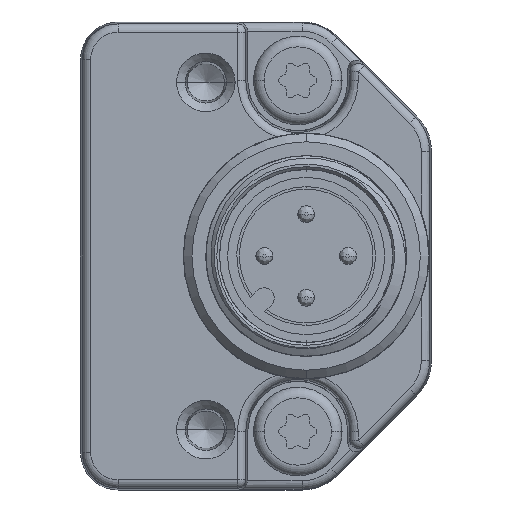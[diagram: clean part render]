
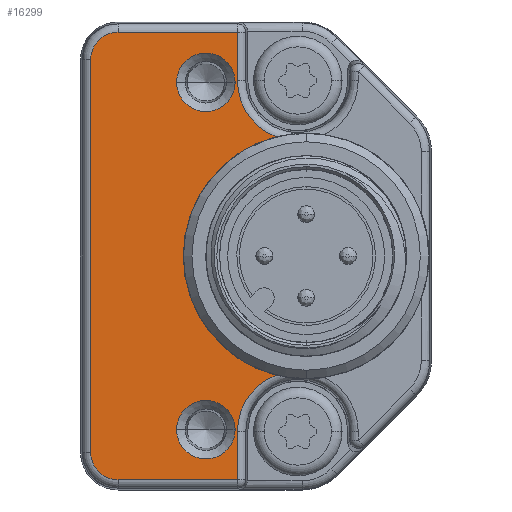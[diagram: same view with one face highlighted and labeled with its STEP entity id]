
A CAD part, left-side view. The second image highlights one B-rep face of the part: STEP entity #16299.
In plain terms, the highlighted planar face has unit normal (-1, 0, 0).
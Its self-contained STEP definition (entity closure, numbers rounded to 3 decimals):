
#491=CARTESIAN_POINT('',(-13.,9.297,-7.127));
#631=CARTESIAN_POINT('',(-13.,9.297,7.127));
#654=CARTESIAN_POINT('',(-13.,8.,-10.5));
#655=DIRECTION('',(1.,0.,0.));
#656=DIRECTION('',(0.,1.,0.));
#657=AXIS2_PLACEMENT_3D('',#654,#655,#656);
#659=DIRECTION('',(0.,0.,1.));
#660=VECTOR('',#659,2.891);
#661=CARTESIAN_POINT('',(-13.,11.614,-13.391));
#662=LINE('',#661,#660);
#663=DIRECTION('',(0.,-1.,0.));
#664=VECTOR('',#663,7.136);
#665=CARTESIAN_POINT('',(-13.,18.75,-13.391));
#666=LINE('',#665,#664);
#667=CARTESIAN_POINT('',(-13.,18.75,-11.75));
#668=DIRECTION('',(-1.,0.,0.));
#669=DIRECTION('',(0.,1.,0.));
#670=AXIS2_PLACEMENT_3D('',#667,#668,#669);
#672=DIRECTION('',(0.,0.,-1.));
#673=VECTOR('',#672,23.5);
#674=CARTESIAN_POINT('',(-13.,20.391,11.75));
#675=LINE('',#674,#673);
#676=CARTESIAN_POINT('',(-13.,18.75,11.75));
#677=DIRECTION('',(-1.,0.,0.));
#678=DIRECTION('',(0.,0.,1.));
#679=AXIS2_PLACEMENT_3D('',#676,#677,#678);
#681=DIRECTION('',(0.,1.,0.));
#682=VECTOR('',#681,7.136);
#683=CARTESIAN_POINT('',(-13.,11.614,13.391));
#684=LINE('',#683,#682);
#685=DIRECTION('',(0.,0.,1.));
#686=VECTOR('',#685,2.891);
#687=CARTESIAN_POINT('',(-13.,11.614,10.5));
#688=LINE('',#687,#686);
#689=CARTESIAN_POINT('',(-13.,8.,10.5));
#690=DIRECTION('',(1.,0.,0.));
#691=DIRECTION('',(0.,0.359,-0.933));
#692=AXIS2_PLACEMENT_3D('',#689,#690,#691);
#694=CARTESIAN_POINT('',(-13.,7.5,0.));
#695=DIRECTION('',(-1.,0.,0.));
#696=DIRECTION('',(0.,0.244,0.97));
#697=AXIS2_PLACEMENT_3D('',#694,#695,#696);
#699=CARTESIAN_POINT('',(-13.,13.5,-10.392));
#700=DIRECTION('',(1.,0.,0.));
#701=DIRECTION('',(0.,1.,0.));
#702=AXIS2_PLACEMENT_3D('',#699,#700,#701);
#704=CARTESIAN_POINT('',(-13.,13.5,-10.392));
#705=DIRECTION('',(1.,0.,0.));
#706=DIRECTION('',(0.,-1.,0.));
#707=AXIS2_PLACEMENT_3D('',#704,#705,#706);
#709=CARTESIAN_POINT('',(-13.,13.5,10.392));
#710=DIRECTION('',(1.,0.,0.));
#711=DIRECTION('',(0.,1.,0.));
#712=AXIS2_PLACEMENT_3D('',#709,#710,#711);
#714=CARTESIAN_POINT('',(-13.,13.5,10.392));
#715=DIRECTION('',(1.,0.,0.));
#716=DIRECTION('',(0.,-1.,0.));
#717=AXIS2_PLACEMENT_3D('',#714,#715,#716);
#14461=VERTEX_POINT('',#491);
#14462=VERTEX_POINT('',#631);
#14495=CARTESIAN_POINT('',(-13.,20.391,-11.75));
#14496=CARTESIAN_POINT('',(-13.,18.75,-13.391));
#14497=VERTEX_POINT('',#14495);
#14498=VERTEX_POINT('',#14496);
#14503=CARTESIAN_POINT('',(-13.,20.391,11.75));
#14504=VERTEX_POINT('',#14503);
#14507=CARTESIAN_POINT('',(-13.,18.75,13.391));
#14508=VERTEX_POINT('',#14507);
#14545=CARTESIAN_POINT('',(-13.,11.614,-10.5));
#14546=VERTEX_POINT('',#14545);
#14547=CARTESIAN_POINT('',(-13.,11.614,-13.391));
#14548=VERTEX_POINT('',#14547);
#14565=CARTESIAN_POINT('',(-13.,11.614,10.5));
#14566=VERTEX_POINT('',#14565);
#14567=CARTESIAN_POINT('',(-13.,11.614,13.391));
#14568=VERTEX_POINT('',#14567);
#14644=CARTESIAN_POINT('',(-13.,15.25,-10.392));
#14645=CARTESIAN_POINT('',(-13.,11.75,-10.392));
#14646=VERTEX_POINT('',#14644);
#14647=VERTEX_POINT('',#14645);
#14648=CARTESIAN_POINT('',(-13.,15.25,10.392));
#14649=CARTESIAN_POINT('',(-13.,11.75,10.392));
#14650=VERTEX_POINT('',#14648);
#14651=VERTEX_POINT('',#14649);
#16264=CARTESIAN_POINT('',(-13.,0.,0.));
#16265=DIRECTION('',(-1.,0.,0.));
#16266=DIRECTION('',(0.,0.,1.));
#16267=AXIS2_PLACEMENT_3D('',#16264,#16265,#16266);
#16268=PLANE('',#16267);
#16269=ORIENTED_EDGE('',*,*,#16112,.F.);
#16271=ORIENTED_EDGE('',*,*,#16270,.F.);
#16273=ORIENTED_EDGE('',*,*,#16272,.F.);
#16275=ORIENTED_EDGE('',*,*,#16274,.F.);
#16277=ORIENTED_EDGE('',*,*,#16276,.F.);
#16279=ORIENTED_EDGE('',*,*,#16278,.F.);
#16281=ORIENTED_EDGE('',*,*,#16280,.F.);
#16282=ORIENTED_EDGE('',*,*,#16255,.F.);
#16283=ORIENTED_EDGE('',*,*,#16213,.F.);
#16284=ORIENTED_EDGE('',*,*,#16127,.T.);
#16285=EDGE_LOOP('',(#16269,#16271,#16273,#16275,#16277,#16279,#16281,#16282,
#16283,#16284));
#16286=FACE_OUTER_BOUND('',#16285,.F.);
#16288=ORIENTED_EDGE('',*,*,#16287,.F.);
#16290=ORIENTED_EDGE('',*,*,#16289,.F.);
#16291=EDGE_LOOP('',(#16288,#16290));
#16292=FACE_BOUND('',#16291,.F.);
#16294=ORIENTED_EDGE('',*,*,#16293,.F.);
#16296=ORIENTED_EDGE('',*,*,#16295,.F.);
#16297=EDGE_LOOP('',(#16294,#16296));
#16298=FACE_BOUND('',#16297,.F.);
#16299=ADVANCED_FACE('',(#16286,#16292,#16298),#16268,.T.);
#658=CIRCLE('',#657,3.614);
#671=CIRCLE('',#670,1.641);
#680=CIRCLE('',#679,1.641);
#693=CIRCLE('',#692,3.614);
#698=CIRCLE('',#697,7.35);
#703=CIRCLE('',#702,1.75);
#708=CIRCLE('',#707,1.75);
#713=CIRCLE('',#712,1.75);
#718=CIRCLE('',#717,1.75);
#16112=EDGE_CURVE('',#14546,#14461,#658,.T.);
#16127=EDGE_CURVE('',#14462,#14461,#698,.T.);
#16213=EDGE_CURVE('',#14462,#14566,#693,.T.);
#16255=EDGE_CURVE('',#14566,#14568,#688,.T.);
#16270=EDGE_CURVE('',#14548,#14546,#662,.T.);
#16272=EDGE_CURVE('',#14498,#14548,#666,.T.);
#16274=EDGE_CURVE('',#14497,#14498,#671,.T.);
#16276=EDGE_CURVE('',#14504,#14497,#675,.T.);
#16278=EDGE_CURVE('',#14508,#14504,#680,.T.);
#16280=EDGE_CURVE('',#14568,#14508,#684,.T.);
#16287=EDGE_CURVE('',#14646,#14647,#703,.T.);
#16289=EDGE_CURVE('',#14647,#14646,#708,.T.);
#16293=EDGE_CURVE('',#14650,#14651,#713,.T.);
#16295=EDGE_CURVE('',#14651,#14650,#718,.T.);
